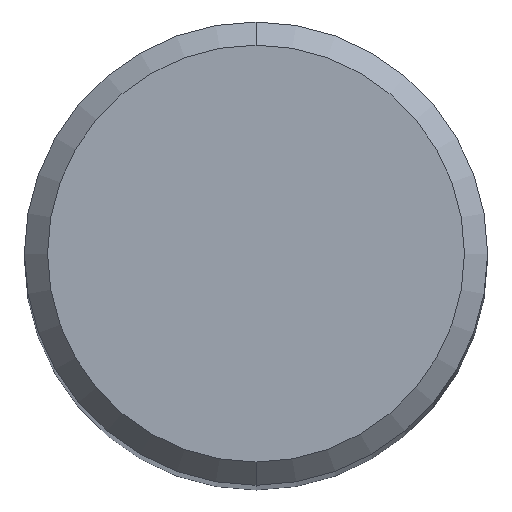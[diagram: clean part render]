
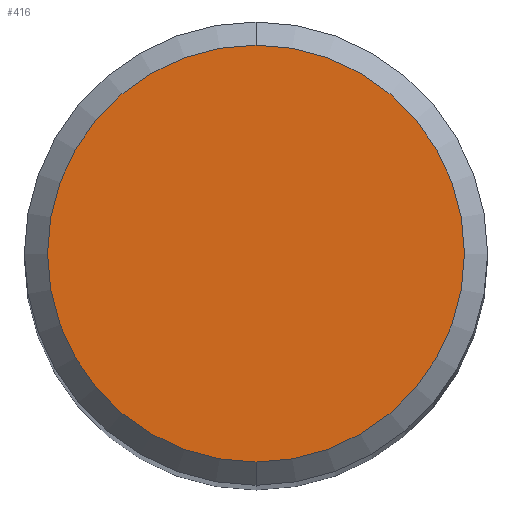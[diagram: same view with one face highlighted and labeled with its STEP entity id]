
A CAD part, top view. The second image highlights one B-rep face of the part: STEP entity #416.
In plain terms, the highlighted planar face has unit normal (0, 0, 1).
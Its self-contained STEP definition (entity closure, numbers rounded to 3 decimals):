
#332=VERTEX_POINT('',#946);
#416=ADVANCED_FACE('',(#1039),#1040,.T.);
#514=VERTEX_POINT('',#1145);
#532=EDGE_CURVE('',#514,#332,#1165,.T.);
#742=EDGE_CURVE('',#332,#514,#1396,.T.);
#946=CARTESIAN_POINT('',(0.0,4.5,0.0));
#1039=FACE_OUTER_BOUND('',#2023,.T.);
#1040=PLANE('',#2024);
#1145=CARTESIAN_POINT('',(0.,-4.5,0.0));
#1165=CIRCLE('',#2763,4.5);
#1396=CIRCLE('',#4878,4.5);
#2023=EDGE_LOOP('',(#9795,#9796));
#2024=AXIS2_PLACEMENT_3D('',#9797,#9798,#9799);
#2763=AXIS2_PLACEMENT_3D('',#9911,#9912,#9913);
#4878=AXIS2_PLACEMENT_3D('',#10146,#10147,#10148);
#9795=ORIENTED_EDGE('',*,*,#742,.F.);
#9796=ORIENTED_EDGE('',*,*,#532,.F.);
#9797=CARTESIAN_POINT('',(0.0,2.25,0.0));
#9798=DIRECTION('',(-0.0,0.0,1.0));
#9799=DIRECTION('',(0.0,-1.0,0.0));
#9911=CARTESIAN_POINT('',(0.0,0.0,0.0));
#9912=DIRECTION('',(0.0,0.0,-1.0));
#9913=DIRECTION('',(0.0,1.0,0.0));
#10146=CARTESIAN_POINT('',(0.0,0.0,0.0));
#10147=DIRECTION('',(0.0,0.0,-1.0));
#10148=DIRECTION('',(0.0,1.0,0.0));
